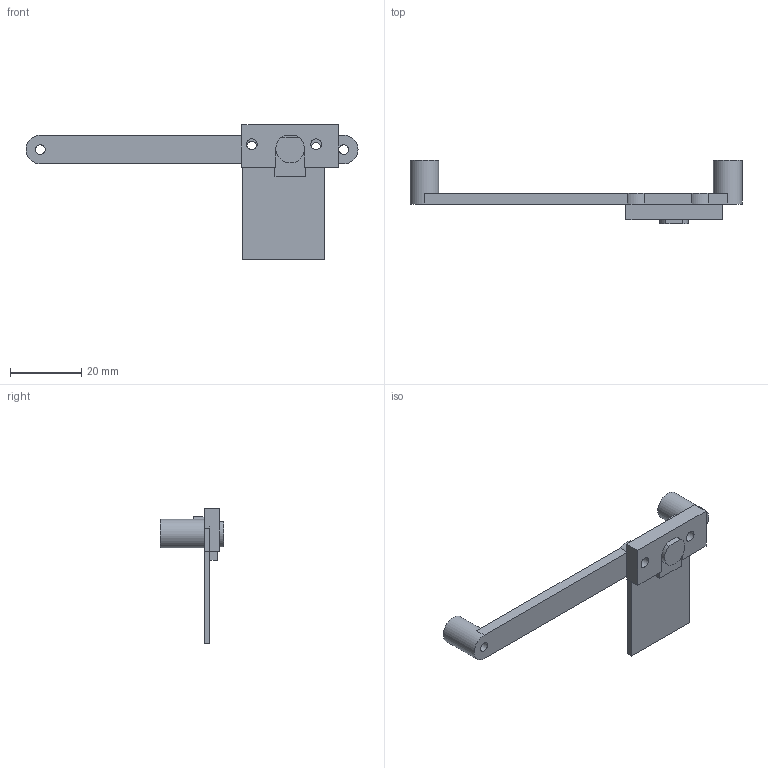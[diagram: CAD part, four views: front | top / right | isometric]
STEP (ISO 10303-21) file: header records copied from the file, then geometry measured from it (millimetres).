
FILE_DESCRIPTION(/* description */ ('Unknown'),/* implementation_level */ '2;1');
FILE_NAME(/* name */ 'board_side_01',/* time_stamp */ '2023-04-10T17:11:30+01:00',/* author */ ('Unknown'),/* organization */ ('Unknown'),/* preprocessor_version */ 'ST-DEVELOPER v18.102',/* originating_system */ 'Solid Edge',/* authorisation */ 'Unknown');
FILE_SCHEMA (('AUTOMOTIVE_DESIGN {1 0 10303 214 3 1 1}'));
Length unit declared in the file: millimetre
Products named in the file (1): board_side_01
Bounding box: 93 x 17.75 x 37.75 mm (x, y, z)
Volume: 5340.7 mm3; surface area: 5592.1 mm2
Topology: 3 solids, 3 shells, 57 faces, 150 edges, 100 vertices
Faces by surface type: plane 38, cylinder 19
Full cylindrical faces by diameter (mm): 2.5 x1, 2.7 x2, 3 x5, 8 x2
Entity records: 1768 total; most frequent: DIRECTION 294, CARTESIAN_POINT 294, ORIENTED_EDGE 276, EDGE_CURVE 138, VERTEX_POINT 98, LINE 98, VECTOR 98, AXIS2_PLACEMENT_3D 98
